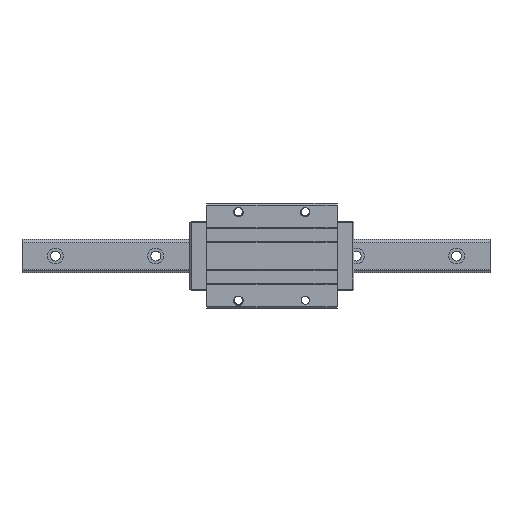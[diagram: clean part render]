
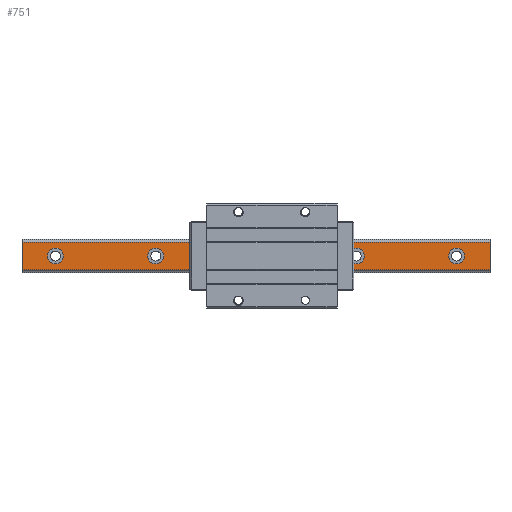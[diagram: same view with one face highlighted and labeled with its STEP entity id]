
A CAD part, top view. The second image highlights one B-rep face of the part: STEP entity #751.
In plain terms, the highlighted planar face has unit normal (0, 0, 1).
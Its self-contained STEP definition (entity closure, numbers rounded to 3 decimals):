
#151=FACE_BOUND('',#1219,.T.);
#152=FACE_BOUND('',#1220,.T.);
#153=FACE_BOUND('',#1221,.T.);
#154=FACE_BOUND('',#1222,.T.);
#155=FACE_BOUND('',#1223,.T.);
#156=FACE_BOUND('',#1224,.T.);
#566=CIRCLE('',#4090,4.75);
#567=CIRCLE('',#4091,4.75);
#568=CIRCLE('',#4092,4.75);
#569=CIRCLE('',#4093,4.75);
#570=CIRCLE('',#4094,4.75);
#751=ADVANCED_FACE('',(#151,#152,#153,#154,#155,#156),#863,.F.);
#863=PLANE('',#4095);
#1219=EDGE_LOOP('',(#2264));
#1220=EDGE_LOOP('',(#2265));
#1221=EDGE_LOOP('',(#2266));
#1222=EDGE_LOOP('',(#2267));
#1223=EDGE_LOOP('',(#2268));
#1224=EDGE_LOOP('',(#2269,#2270,#2271,#2272));
#2264=ORIENTED_EDGE('',*,*,#3303,.T.);
#2265=ORIENTED_EDGE('',*,*,#3304,.T.);
#2266=ORIENTED_EDGE('',*,*,#3305,.T.);
#2267=ORIENTED_EDGE('',*,*,#3306,.T.);
#2268=ORIENTED_EDGE('',*,*,#3307,.T.);
#2269=ORIENTED_EDGE('',*,*,#3308,.T.);
#2270=ORIENTED_EDGE('',*,*,#3207,.F.);
#2271=ORIENTED_EDGE('',*,*,#3309,.F.);
#2272=ORIENTED_EDGE('',*,*,#3301,.T.);
#2681=VERTEX_POINT('',#16441);
#2684=VERTEX_POINT('',#16449);
#2748=VERTEX_POINT('',#16697);
#2749=VERTEX_POINT('',#16699);
#2750=VERTEX_POINT('',#16703);
#2751=VERTEX_POINT('',#16705);
#2752=VERTEX_POINT('',#16707);
#2753=VERTEX_POINT('',#16709);
#2754=VERTEX_POINT('',#16711);
#3207=EDGE_CURVE('',#2684,#2681,#3520,.T.);
#3301=EDGE_CURVE('',#2749,#2748,#3556,.T.);
#3303=EDGE_CURVE('',#2750,#2750,#566,.T.);
#3304=EDGE_CURVE('',#2751,#2751,#567,.T.);
#3305=EDGE_CURVE('',#2752,#2752,#568,.T.);
#3306=EDGE_CURVE('',#2753,#2753,#569,.T.);
#3307=EDGE_CURVE('',#2754,#2754,#570,.T.);
#3308=EDGE_CURVE('',#2748,#2681,#3557,.T.);
#3309=EDGE_CURVE('',#2749,#2684,#3558,.T.);
#3520=LINE('',#16450,#3759);
#3556=LINE('',#16698,#3795);
#3557=LINE('',#16712,#3796);
#3558=LINE('',#16713,#3797);
#3759=VECTOR('',#4767,1.);
#3795=VECTOR('',#4939,1.);
#3796=VECTOR('',#4954,1.);
#3797=VECTOR('',#4955,1.);
#4090=AXIS2_PLACEMENT_3D('',#16702,#4944,#4945);
#4091=AXIS2_PLACEMENT_3D('',#16704,#4946,#4947);
#4092=AXIS2_PLACEMENT_3D('',#16706,#4948,#4949);
#4093=AXIS2_PLACEMENT_3D('',#16708,#4950,#4951);
#4094=AXIS2_PLACEMENT_3D('',#16710,#4952,#4953);
#4095=AXIS2_PLACEMENT_3D('',#16714,#4956,#4957);
#4767=DIRECTION('',(-1.,0.,0.));
#4939=DIRECTION('',(-1.,0.,0.));
#4944=DIRECTION('',(0.,0.,-1.));
#4945=DIRECTION('',(-1.,0.,0.));
#4946=DIRECTION('',(0.,0.,-1.));
#4947=DIRECTION('',(-1.,0.,0.));
#4948=DIRECTION('',(0.,0.,-1.));
#4949=DIRECTION('',(-1.,0.,0.));
#4950=DIRECTION('',(0.,0.,-1.));
#4951=DIRECTION('',(-1.,0.,0.));
#4952=DIRECTION('',(0.,0.,-1.));
#4953=DIRECTION('',(-1.,0.,0.));
#4954=DIRECTION('',(0.,-1.,0.));
#4955=DIRECTION('',(0.,-1.,0.));
#4956=DIRECTION('',(0.,0.,-1.));
#4957=DIRECTION('',(-1.,0.,0.));
#16441=CARTESIAN_POINT('',(-704.893,-956.044,16.5));
#16449=CARTESIAN_POINT('',(-424.893,-956.044,16.5));
#16450=CARTESIAN_POINT('',(-484.893,-956.044,16.5));
#16697=CARTESIAN_POINT('',(-704.893,-939.732,16.5));
#16698=CARTESIAN_POINT('',(-484.893,-939.732,16.5));
#16699=CARTESIAN_POINT('',(-424.893,-939.732,16.5));
#16702=CARTESIAN_POINT('',(-444.893,-947.888,16.5));
#16703=CARTESIAN_POINT('',(-449.643,-947.888,16.5));
#16704=CARTESIAN_POINT('',(-504.893,-947.888,16.5));
#16705=CARTESIAN_POINT('',(-509.643,-947.888,16.5));
#16706=CARTESIAN_POINT('',(-564.893,-947.888,16.5));
#16707=CARTESIAN_POINT('',(-569.643,-947.888,16.5));
#16708=CARTESIAN_POINT('',(-624.893,-947.888,16.5));
#16709=CARTESIAN_POINT('',(-629.643,-947.888,16.5));
#16710=CARTESIAN_POINT('',(-684.893,-947.888,16.5));
#16711=CARTESIAN_POINT('',(-689.643,-947.888,16.5));
#16712=CARTESIAN_POINT('',(-704.893,-939.732,16.5));
#16713=CARTESIAN_POINT('',(-424.893,-947.888,16.5));
#16714=CARTESIAN_POINT('',(-484.893,-939.732,16.5));
